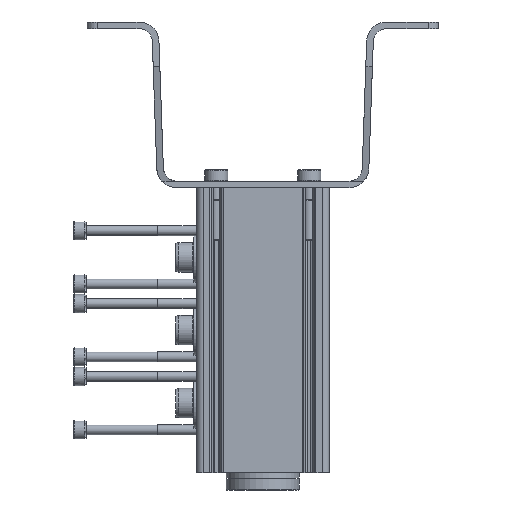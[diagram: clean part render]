
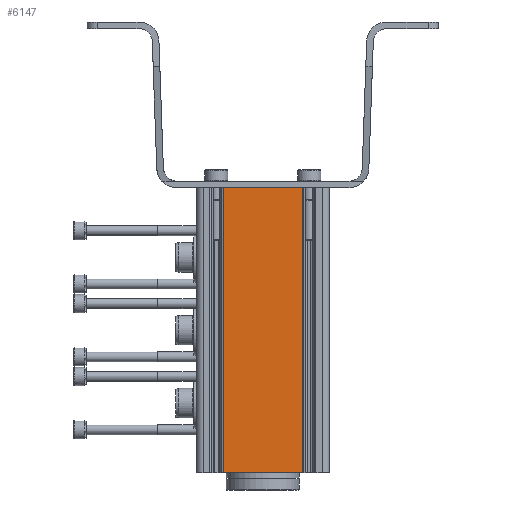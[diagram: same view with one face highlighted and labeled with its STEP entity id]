
A CAD part, left-side view. The second image highlights one B-rep face of the part: STEP entity #6147.
In plain terms, the highlighted planar face has unit normal (-1, 0, 0).
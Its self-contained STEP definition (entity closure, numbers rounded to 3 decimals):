
#294=LINE('',#9645,#818);
#295=LINE('',#9647,#819);
#296=LINE('',#9649,#820);
#297=LINE('',#9651,#821);
#818=VECTOR('',#7657,1000.);
#819=VECTOR('',#7660,1000.);
#820=VECTOR('',#7661,1000.);
#821=VECTOR('',#7662,1000.);
#1246=PLANE('',#6673);
#1986=ORIENTED_EDGE('',*,*,#3649,.F.);
#1987=ORIENTED_EDGE('',*,*,#3648,.F.);
#1988=ORIENTED_EDGE('',*,*,#3650,.T.);
#1989=ORIENTED_EDGE('',*,*,#3651,.T.);
#3648=EDGE_CURVE('',#4447,#4446,#294,.T.);
#3649=EDGE_CURVE('',#4446,#4448,#295,.T.);
#3650=EDGE_CURVE('',#4447,#4449,#296,.T.);
#3651=EDGE_CURVE('',#4449,#4448,#297,.T.);
#4446=VERTEX_POINT('',#9642);
#4447=VERTEX_POINT('',#9644);
#4448=VERTEX_POINT('',#9648);
#4449=VERTEX_POINT('',#9650);
#5012=EDGE_LOOP('',(#1986,#1987,#1988,#1989));
#5516=FACE_BOUND('',#5012,.T.);
#6147=ADVANCED_FACE('',(#5516),#1246,.T.);
#6673=AXIS2_PLACEMENT_3D('',#9646,#7658,#7659);
#7657=DIRECTION('',(0.,0.,1.));
#7658=DIRECTION('',(-1.,0.,0.));
#7659=DIRECTION('',(0.,0.,1.));
#7660=DIRECTION('',(0.,-1.,0.));
#7661=DIRECTION('',(0.,-1.,0.));
#7662=DIRECTION('',(0.,0.,1.));
#9642=CARTESIAN_POINT('',(-11.5,11.979,0.));
#9644=CARTESIAN_POINT('',(-11.5,11.979,-86.));
#9645=CARTESIAN_POINT('',(-11.5,11.979,-86.));
#9646=CARTESIAN_POINT('',(-11.5,11.979,-86.));
#9647=CARTESIAN_POINT('',(-11.5,11.979,0.));
#9648=CARTESIAN_POINT('',(-11.5,-11.979,0.));
#9649=CARTESIAN_POINT('',(-11.5,11.979,-86.));
#9650=CARTESIAN_POINT('',(-11.5,-11.979,-86.));
#9651=CARTESIAN_POINT('',(-11.5,-11.979,-86.));
